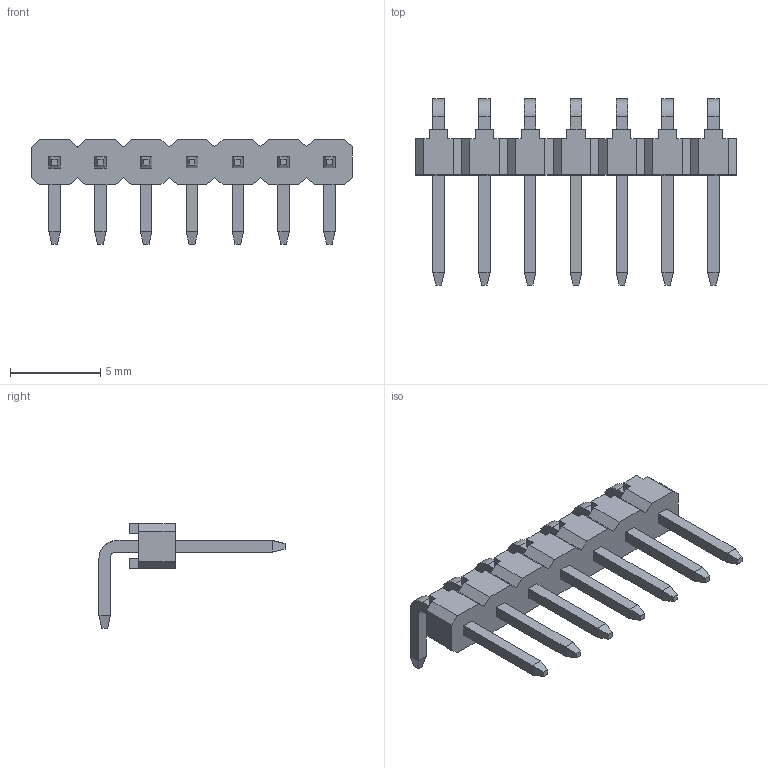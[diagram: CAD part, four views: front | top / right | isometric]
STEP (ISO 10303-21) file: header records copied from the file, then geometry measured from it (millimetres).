
FILE_DESCRIPTION((''),'2;1');
FILE_NAME('946-14-007-XX_ASM','2012-07-04T',('cad01'),(''),'PRO/ENGINEER BY PARAMETRIC TECHNOLOGY CORPORATION, 2005110','PRO/ENGINEER BY PARAMETRIC TECHNOLOGY CORPORATION, 2005110','');
FILE_SCHEMA(('CONFIG_CONTROL_DESIGN'));
Length unit declared in the file: millimetre
Products named in the file (9): BODY_7; BODY_6; PRT0001; PRT0002; PRT0003; PRT0004; PRT0005; PRT0006; 946-14-007-XX_ASM
Assembly tree (8 placements, depth 2):
  946-14-007-XX_ASM
    BODY_7
    BODY_6
    PRT0001
    PRT0002
    PRT0003
    PRT0004
    PRT0005
    PRT0006
Bounding box: 17.78 x 10.32 x 5.81 mm (x, y, z)
Volume: 120.6 mm3; surface area: 471 mm2
Topology: 8 solids, 8 shells, 262 faces, 710 edges, 464 vertices
Faces by surface type: plane 248, cylinder 14
Entity records: 8345 total; most frequent: CARTESIAN_POINT 1453, ORIENTED_EDGE 1420, DIRECTION 1324, EDGE_CURVE 710, VECTOR 654, LINE 654, VERTEX_POINT 464, AXIS2_PLACEMENT_3D 335
